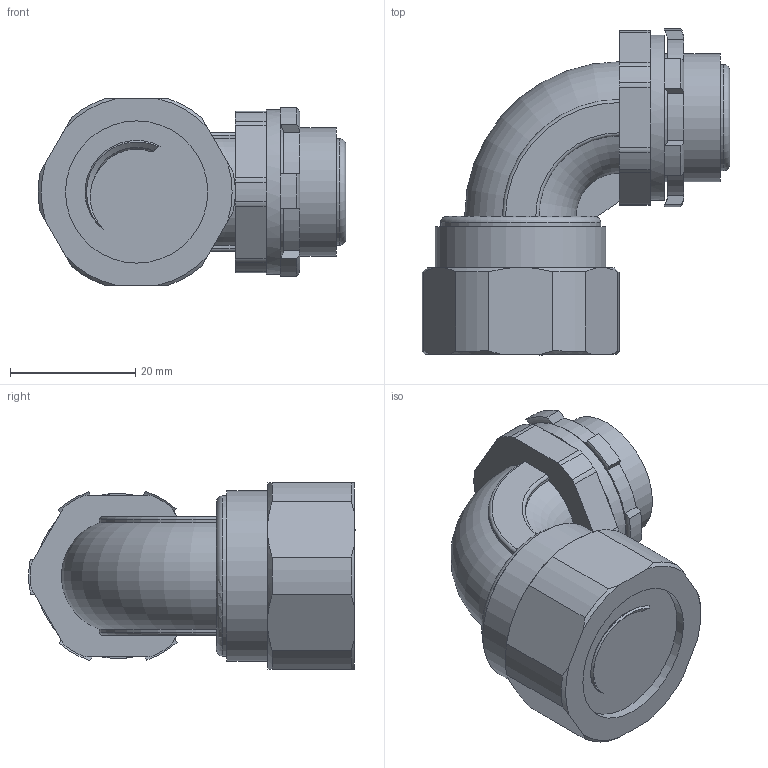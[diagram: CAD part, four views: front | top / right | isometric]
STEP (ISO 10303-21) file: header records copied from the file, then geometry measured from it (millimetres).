
FILE_DESCRIPTION(/* description */ (''),/* implementation_level */ '2;1');
FILE_NAME(/* name */ 'ЗЭТАРУС РКН-15 (90).stp',/* time_stamp */ '2023-03-06T14:01:56+07:00',/* author */ ('zeta-09'),/* organization */ (''),/* preprocessor_version */ 'ST-DEVELOPER v18.1',/* originating_system */ 'Autodesk Inventor 2021',/* authorisation */ '');
FILE_SCHEMA (('AUTOMOTIVE_DESIGN { 1 0 10303 214 3 1 1 }'));
Length unit declared in the file: millimetre
Products named in the file (1): Деталь1
Bounding box: 49.19 x 52.22 x 29.85 mm (x, y, z)
Volume: 28672.3 mm3; surface area: 7677.1 mm2
Topology: 1 solids, 1 shells, 144 faces, 360 edges, 228 vertices
Faces by surface type: plane 53, cylinder 50, torus 22, cone 13, bspline 6
Full cylindrical faces by diameter (mm): 13.5 x1, 17 x1, 20.5 x2, 22.75 x1, 25.6 x1, 26.4 x1, 27.3 x1
Entity records: 4933 total; most frequent: CARTESIAN_POINT 1297, DIRECTION 735, ORIENTED_EDGE 720, EDGE_CURVE 360, AXIS2_PLACEMENT_3D 305, VERTEX_POINT 228, CIRCLE 166, EDGE_LOOP 154
